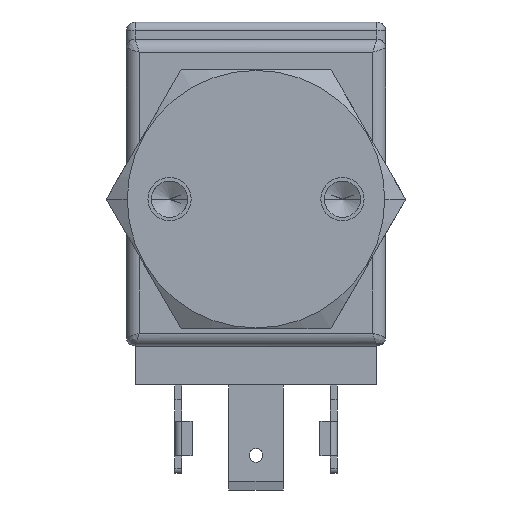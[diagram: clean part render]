
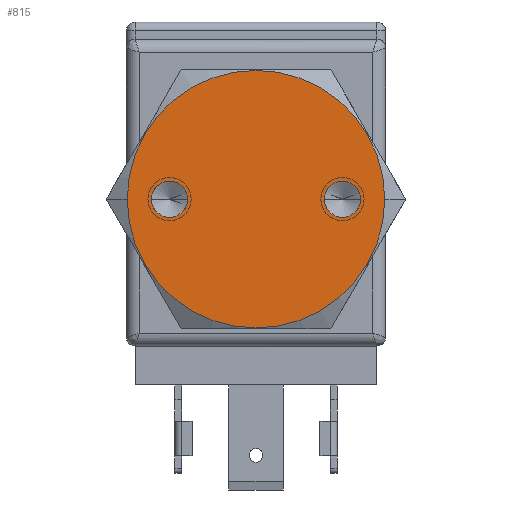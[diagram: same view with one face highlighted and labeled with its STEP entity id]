
A CAD part, front view. The second image highlights one B-rep face of the part: STEP entity #815.
In plain terms, the highlighted planar face has unit normal (0, -1, 0).
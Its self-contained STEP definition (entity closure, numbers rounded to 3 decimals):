
#18=CARTESIAN_POINT('',(0.,0.,0.));
#19=DIRECTION('',(0.,1.,0.));
#20=DIRECTION('',(-1.,0.,0.));
#21=AXIS2_PLACEMENT_3D('',#18,#19,#20);
#27=CARTESIAN_POINT('',(0.,0.,0.));
#28=DIRECTION('',(0.,1.,0.));
#29=DIRECTION('',(1.,0.,0.));
#30=AXIS2_PLACEMENT_3D('',#27,#28,#29);
#35=CARTESIAN_POINT('',(10.,0.,0.));
#36=DIRECTION('',(0.,-1.,0.));
#37=DIRECTION('',(-1.,0.,0.));
#38=AXIS2_PLACEMENT_3D('',#35,#36,#37);
#43=CARTESIAN_POINT('',(10.,0.,0.));
#44=DIRECTION('',(0.,-1.,0.));
#45=DIRECTION('',(1.,0.,0.));
#46=AXIS2_PLACEMENT_3D('',#43,#44,#45);
#51=CARTESIAN_POINT('',(-10.,0.,0.));
#52=DIRECTION('',(0.,-1.,0.));
#53=DIRECTION('',(1.,0.,0.));
#54=AXIS2_PLACEMENT_3D('',#51,#52,#53);
#59=CARTESIAN_POINT('',(-10.,0.,0.));
#60=DIRECTION('',(0.,-1.,0.));
#61=DIRECTION('',(-1.,0.,0.));
#62=AXIS2_PLACEMENT_3D('',#59,#60,#61);
#712=CARTESIAN_POINT('',(-14.9,0.,0.));
#714=VERTEX_POINT('',#712);
#718=CARTESIAN_POINT('',(14.9,0.,0.));
#719=VERTEX_POINT('',#718);
#773=CARTESIAN_POINT('',(12.1,0.,0.));
#775=VERTEX_POINT('',#773);
#776=CARTESIAN_POINT('',(7.9,0.,0.));
#778=VERTEX_POINT('',#776);
#783=CARTESIAN_POINT('',(-12.1,0.,0.));
#785=VERTEX_POINT('',#783);
#786=CARTESIAN_POINT('',(-7.9,0.,0.));
#788=VERTEX_POINT('',#786);
#792=CARTESIAN_POINT('',(0.,0.,0.));
#793=DIRECTION('',(0.,1.,0.));
#794=DIRECTION('',(1.,0.,0.));
#795=AXIS2_PLACEMENT_3D('',#792,#793,#794);
#796=PLANE('',#795);
#798=ORIENTED_EDGE('',*,*,#797,.T.);
#800=ORIENTED_EDGE('',*,*,#799,.T.);
#801=EDGE_LOOP('',(#798,#800));
#802=FACE_OUTER_BOUND('',#801,.F.);
#804=ORIENTED_EDGE('',*,*,#803,.T.);
#806=ORIENTED_EDGE('',*,*,#805,.T.);
#807=EDGE_LOOP('',(#804,#806));
#808=FACE_BOUND('',#807,.F.);
#810=ORIENTED_EDGE('',*,*,#809,.T.);
#812=ORIENTED_EDGE('',*,*,#811,.T.);
#813=EDGE_LOOP('',(#810,#812));
#814=FACE_BOUND('',#813,.F.);
#815=ADVANCED_FACE('',(#802,#808,#814),#796,.F.);
#22=CIRCLE('',#21,14.9);
#31=CIRCLE('',#30,14.9);
#39=CIRCLE('',#38,2.1);
#47=CIRCLE('',#46,2.1);
#55=CIRCLE('',#54,2.1);
#63=CIRCLE('',#62,2.1);
#797=EDGE_CURVE('',#714,#719,#22,.T.);
#799=EDGE_CURVE('',#719,#714,#31,.T.);
#803=EDGE_CURVE('',#778,#775,#39,.T.);
#805=EDGE_CURVE('',#775,#778,#47,.T.);
#809=EDGE_CURVE('',#788,#785,#55,.T.);
#811=EDGE_CURVE('',#785,#788,#63,.T.);
